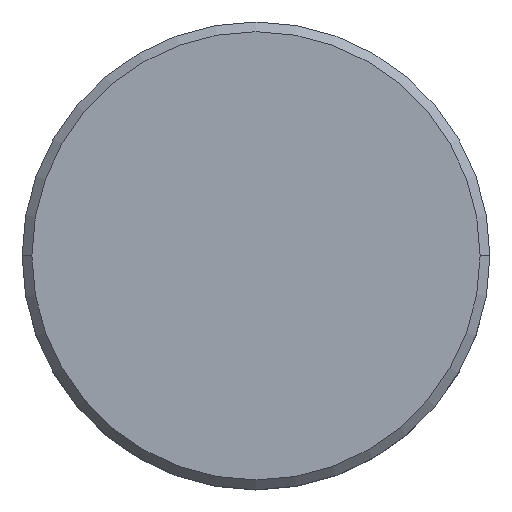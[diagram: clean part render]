
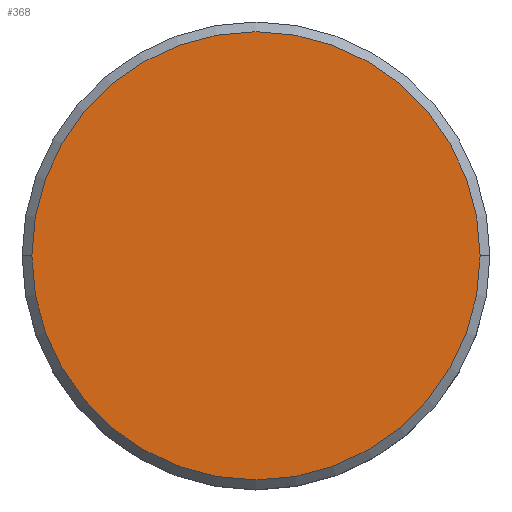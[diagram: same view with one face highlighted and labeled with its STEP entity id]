
A CAD part, top view. The second image highlights one B-rep face of the part: STEP entity #368.
In plain terms, the highlighted planar face has unit normal (0, 0, 1).
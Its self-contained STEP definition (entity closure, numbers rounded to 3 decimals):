
#25 = CIRCLE ( 'NONE', #414, 11.5 ) ;
#34 = CARTESIAN_POINT ( 'NONE',  ( 0., 0., 0. ) ) ;
#40 = ORIENTED_EDGE ( 'NONE', *, *, #261, .T. ) ;
#45 = CARTESIAN_POINT ( 'NONE',  ( 11.5, 0., 0. ) ) ;
#61 = DIRECTION ( 'NONE',  ( 1., 0., 0. ) ) ;
#66 = DIRECTION ( 'NONE',  ( 0., 0., 1. ) ) ;
#79 = ORIENTED_EDGE ( 'NONE', *, *, #285, .T. ) ;
#120 = VERTEX_POINT ( 'NONE', #45 ) ;
#143 = CARTESIAN_POINT ( 'NONE',  ( 0., 0., 0. ) ) ;
#171 = CIRCLE ( 'NONE', #247, 11.5 ) ;
#197 = EDGE_LOOP ( 'NONE', ( #40, #79 ) ) ;
#235 = DIRECTION ( 'NONE',  ( 1., 0., 0. ) ) ;
#247 = AXIS2_PLACEMENT_3D ( 'NONE', #458, #422, #235 ) ;
#260 = AXIS2_PLACEMENT_3D ( 'NONE', #143, #66, #418 ) ;
#261 = EDGE_CURVE ( 'NONE', #269, #120, #171, .T. ) ;
#269 = VERTEX_POINT ( 'NONE', #415 ) ;
#275 = PLANE ( 'NONE',  #260 ) ;
#278 = DIRECTION ( 'NONE',  ( 0., 0., 1. ) ) ;
#285 = EDGE_CURVE ( 'NONE', #120, #269, #25, .T. ) ;
#310 = FACE_OUTER_BOUND ( 'NONE', #197, .T. ) ;
#368 = ADVANCED_FACE ( 'NONE', ( #310 ), #275, .T. ) ;
#414 = AXIS2_PLACEMENT_3D ( 'NONE', #34, #278, #61 ) ;
#415 = CARTESIAN_POINT ( 'NONE',  ( -11.5, 0., 0. ) ) ;
#418 = DIRECTION ( 'NONE',  ( 1., 0., 0. ) ) ;
#422 = DIRECTION ( 'NONE',  ( 0., 0., 1. ) ) ;
#458 = CARTESIAN_POINT ( 'NONE',  ( 0., 0., 0. ) ) ;
